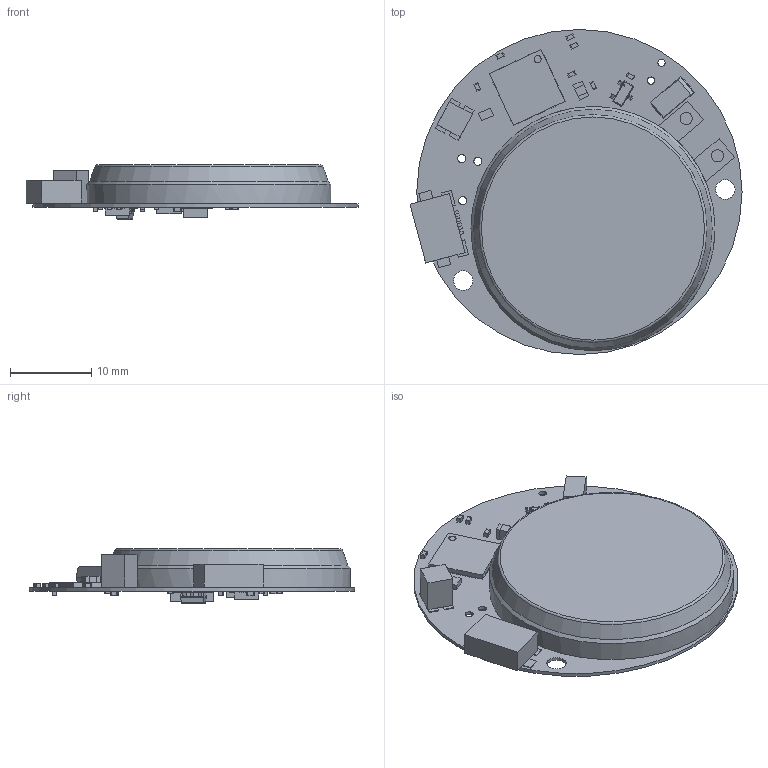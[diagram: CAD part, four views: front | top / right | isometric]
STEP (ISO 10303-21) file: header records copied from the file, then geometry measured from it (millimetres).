
FILE_DESCRIPTION(('Open CASCADE Model'),'2;1');
FILE_NAME('Open CASCADE Shape Model','2020-05-02T23:27:58',('Author'),( 'Open CASCADE'),'Open CASCADE STEP processor 6.8','Open CASCADE 6.8' ,'Unknown');
FILE_SCHEMA(('AUTOMOTIVE_DESIGN { 1 0 10303 214 1 1 1 1 }'));
Length unit declared in the file: millimetre
Products named in the file (1): PCB
Bounding box: 40.84 x 40 x 6.66 mm (x, y, z)
Volume: 4035.1 mm3; surface area: 5209.6 mm2
Topology: 138 solids, 546 shells, 1376 faces, 3748 edges, 3061 vertices
Faces by surface type: plane 1246, cylinder 127, cone 2, torus 1
Full cylindrical faces by diameter (mm): 0.166 x1, 0.203 x1, 0.375 x2, 0.875 x1, 0.9 x2, 0.991 x3, 1.5 x2, 2.4 x2, 30 x1, 40 x1
Entity records: 46920 total; most frequent: CARTESIAN_POINT 8186, DIRECTION 6750, ORIENTED_EDGE 5768, EDGE_CURVE 3748, LINE 3500, VECTOR 3500, VERTEX_POINT 3061, AXIS2_PLACEMENT_3D 1625
